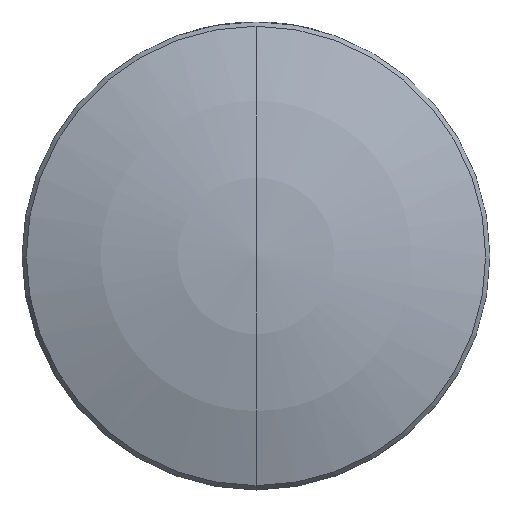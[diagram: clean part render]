
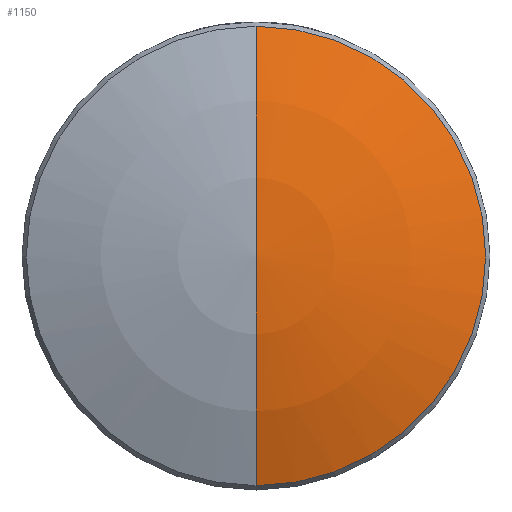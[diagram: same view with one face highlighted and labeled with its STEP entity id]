
A CAD part, top view. The second image highlights one B-rep face of the part: STEP entity #1150.
In plain terms, the highlighted toroidal (fillet/blend) face has major radius 0.007 mm and minor radius 34.5 mm.
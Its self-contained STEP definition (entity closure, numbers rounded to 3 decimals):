
#95 = DIRECTION ( 'NONE',  ( 0., 1., 0. ) ) ;
#223 = DIRECTION ( 'NONE',  ( 0., 1., 0. ) ) ;
#259 = CIRCLE ( 'NONE', #1985, 34.5 ) ;
#358 = DIRECTION ( 'NONE',  ( 1., 0., 0. ) ) ;
#524 = FACE_OUTER_BOUND ( 'NONE', #1373, .T. ) ;
#641 = CARTESIAN_POINT ( 'NONE',  ( 0., 0., -30.08 ) ) ;
#868 = CARTESIAN_POINT ( 'NONE',  ( 0., 12.468, 2.091 ) ) ;
#949 = EDGE_CURVE ( 'NONE', #2175, #2059, #259, .T. ) ;
#986 = ORIENTED_EDGE ( 'NONE', *, *, #1923, .F. ) ;
#1150 = ADVANCED_FACE ( 'NONE', ( #524 ), #2167, .T. ) ;
#1257 = AXIS2_PLACEMENT_3D ( 'NONE', #641, #2318, #95 ) ;
#1342 = DIRECTION ( 'NONE',  ( -1., 0., 0. ) ) ;
#1354 = CARTESIAN_POINT ( 'NONE',  ( 0., 0., 2.091 ) ) ;
#1373 = EDGE_LOOP ( 'NONE', ( #986, #1885, #1461 ) ) ;
#1435 = VERTEX_POINT ( 'NONE', #868 ) ;
#1461 = ORIENTED_EDGE ( 'NONE', *, *, #1968, .T. ) ;
#1487 = AXIS2_PLACEMENT_3D ( 'NONE', #1532, #1342, #1509 ) ;
#1509 = DIRECTION ( 'NONE',  ( 0., 0., 1. ) ) ;
#1532 = CARTESIAN_POINT ( 'NONE',  ( 0., 0.007, -30.08 ) ) ;
#1559 = CIRCLE ( 'NONE', #1487, 34.5 ) ;
#1849 = AXIS2_PLACEMENT_3D ( 'NONE', #1354, #2264, #223 ) ;
#1885 = ORIENTED_EDGE ( 'NONE', *, *, #949, .T. ) ;
#1923 = EDGE_CURVE ( 'NONE', #2175, #1435, #1559, .T. ) ;
#1942 = CARTESIAN_POINT ( 'NONE',  ( 0., 0., 4.42 ) ) ;
#1968 = EDGE_CURVE ( 'NONE', #2059, #1435, #2253, .T. ) ;
#1985 = AXIS2_PLACEMENT_3D ( 'NONE', #2037, #358, #2218 ) ;
#2037 = CARTESIAN_POINT ( 'NONE',  ( 0., -0.007, -30.08 ) ) ;
#2059 = VERTEX_POINT ( 'NONE', #2277 ) ;
#2167 = TOROIDAL_SURFACE ( 'NONE', #1257, 0.007, 34.5 ) ;
#2175 = VERTEX_POINT ( 'NONE', #1942 ) ;
#2218 = DIRECTION ( 'NONE',  ( 0., 1., 0. ) ) ;
#2253 = CIRCLE ( 'NONE', #1849, 12.468 ) ;
#2264 = DIRECTION ( 'NONE',  ( 0., 0., 1. ) ) ;
#2277 = CARTESIAN_POINT ( 'NONE',  ( 0., -12.468, 2.091 ) ) ;
#2318 = DIRECTION ( 'NONE',  ( 0., 0., -1. ) ) ;
